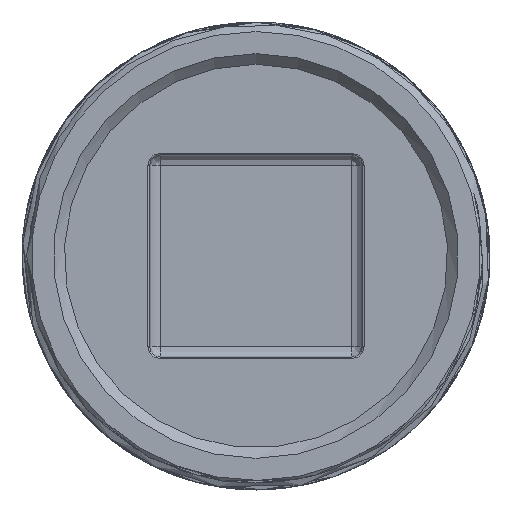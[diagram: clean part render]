
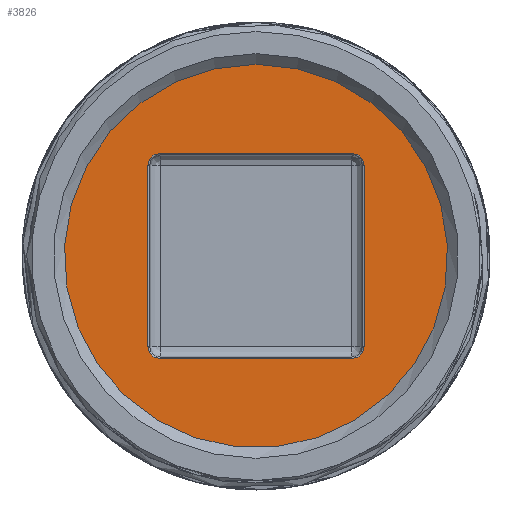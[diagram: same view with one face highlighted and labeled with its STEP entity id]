
A CAD part, front view. The second image highlights one B-rep face of the part: STEP entity #3826.
In plain terms, the highlighted planar face has unit normal (0, -1, 0).
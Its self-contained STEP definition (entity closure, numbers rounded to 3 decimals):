
#367=LINE('',#34148,#565);
#368=LINE('',#34152,#566);
#369=LINE('',#34156,#567);
#370=LINE('',#34160,#568);
#565=VECTOR('',#4878,36.);
#566=VECTOR('',#4881,34.);
#567=VECTOR('',#4884,36.);
#568=VECTOR('',#4887,34.);
#844=FACE_BOUND('',#1294,.T.);
#1050=FACE_OUTER_BOUND('',#1293,.T.);
#1293=EDGE_LOOP('',(#3470));
#1294=EDGE_LOOP('',(#3471,#3472,#3473,#3474,#3475,#3476,#3477,#3478));
#1438=CIRCLE('',#4117,36.);
#1439=CIRCLE('',#4119,2.3);
#1440=CIRCLE('',#4120,2.3);
#1441=CIRCLE('',#4121,2.3);
#1442=CIRCLE('',#4122,2.3);
#1803=VERTEX_POINT('',#34143);
#1804=VERTEX_POINT('',#34146);
#1805=VERTEX_POINT('',#34147);
#1806=VERTEX_POINT('',#34149);
#1807=VERTEX_POINT('',#34151);
#1808=VERTEX_POINT('',#34153);
#1809=VERTEX_POINT('',#34155);
#1810=VERTEX_POINT('',#34157);
#1811=VERTEX_POINT('',#34159);
#2360=EDGE_CURVE('',#1803,#1803,#1438,.T.);
#2361=EDGE_CURVE('',#1804,#1805,#367,.T.);
#2362=EDGE_CURVE('',#1806,#1804,#1439,.T.);
#2363=EDGE_CURVE('',#1807,#1806,#368,.T.);
#2364=EDGE_CURVE('',#1808,#1807,#1440,.T.);
#2365=EDGE_CURVE('',#1809,#1808,#369,.T.);
#2366=EDGE_CURVE('',#1810,#1809,#1441,.T.);
#2367=EDGE_CURVE('',#1811,#1810,#370,.T.);
#2368=EDGE_CURVE('',#1805,#1811,#1442,.T.);
#3470=ORIENTED_EDGE('',*,*,#2360,.F.);
#3471=ORIENTED_EDGE('',*,*,#2361,.F.);
#3472=ORIENTED_EDGE('',*,*,#2362,.F.);
#3473=ORIENTED_EDGE('',*,*,#2363,.F.);
#3474=ORIENTED_EDGE('',*,*,#2364,.F.);
#3475=ORIENTED_EDGE('',*,*,#2365,.F.);
#3476=ORIENTED_EDGE('',*,*,#2366,.F.);
#3477=ORIENTED_EDGE('',*,*,#2367,.F.);
#3478=ORIENTED_EDGE('',*,*,#2368,.F.);
#3615=PLANE('',#4118);
#3826=ADVANCED_FACE('',(#1050,#844),#3615,.T.);
#4117=AXIS2_PLACEMENT_3D('',#34144,#4874,#4875);
#4118=AXIS2_PLACEMENT_3D('',#34145,#4876,#4877);
#4119=AXIS2_PLACEMENT_3D('',#34150,#4879,#4880);
#4120=AXIS2_PLACEMENT_3D('',#34154,#4882,#4883);
#4121=AXIS2_PLACEMENT_3D('',#34158,#4885,#4886);
#4122=AXIS2_PLACEMENT_3D('',#34161,#4888,#4889);
#4874=DIRECTION('center_axis',(0.,1.,0.));
#4875=DIRECTION('ref_axis',(0.,0.,1.));
#4876=DIRECTION('center_axis',(0.,-1.,0.));
#4877=DIRECTION('ref_axis',(0.,0.,-1.));
#4878=DIRECTION('',(-1.,0.,0.));
#4879=DIRECTION('center_axis',(0.,-1.,0.));
#4880=DIRECTION('ref_axis',(1.,0.,0.));
#4881=DIRECTION('',(0.,0.,1.));
#4882=DIRECTION('center_axis',(0.,-1.,0.));
#4883=DIRECTION('ref_axis',(0.,0.,-1.));
#4884=DIRECTION('',(1.,0.,0.));
#4885=DIRECTION('center_axis',(0.,-1.,0.));
#4886=DIRECTION('ref_axis',(-1.,0.,0.));
#4887=DIRECTION('',(0.,0.,-1.));
#4888=DIRECTION('center_axis',(0.,-1.,0.));
#4889=DIRECTION('ref_axis',(0.,0.,1.));
#34143=CARTESIAN_POINT('',(0.,-3.,36.));
#34144=CARTESIAN_POINT('Origin',(0.,-3.,0.));
#34145=CARTESIAN_POINT('Origin',(0.,-3.,0.));
#34146=CARTESIAN_POINT('',(18.,-3.,19.3));
#34147=CARTESIAN_POINT('',(-18.,-3.,19.3));
#34148=CARTESIAN_POINT('',(18.,-3.,19.3));
#34149=CARTESIAN_POINT('',(20.3,-3.,17.));
#34150=CARTESIAN_POINT('Origin',(18.,-3.,17.));
#34151=CARTESIAN_POINT('',(20.3,-3.,-17.));
#34152=CARTESIAN_POINT('',(20.3,-3.,-17.));
#34153=CARTESIAN_POINT('',(18.,-3.,-19.3));
#34154=CARTESIAN_POINT('Origin',(18.,-3.,-17.));
#34155=CARTESIAN_POINT('',(-18.,-3.,-19.3));
#34156=CARTESIAN_POINT('',(-18.,-3.,-19.3));
#34157=CARTESIAN_POINT('',(-20.3,-3.,-17.));
#34158=CARTESIAN_POINT('Origin',(-18.,-3.,-17.));
#34159=CARTESIAN_POINT('',(-20.3,-3.,17.));
#34160=CARTESIAN_POINT('',(-20.3,-3.,17.));
#34161=CARTESIAN_POINT('Origin',(-18.,-3.,17.));
